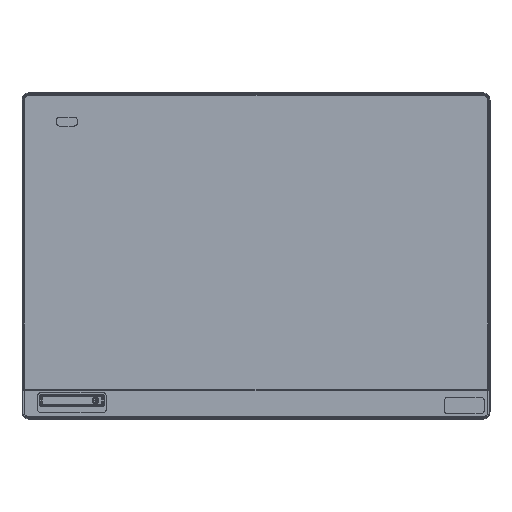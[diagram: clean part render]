
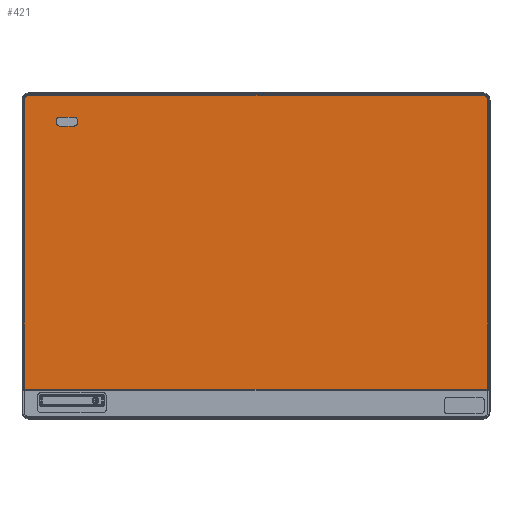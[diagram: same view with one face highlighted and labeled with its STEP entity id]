
A CAD part, top view. The second image highlights one B-rep face of the part: STEP entity #421.
In plain terms, the highlighted planar face has unit normal (0, 0, 1).
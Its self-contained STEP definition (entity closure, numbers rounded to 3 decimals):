
#421=ADVANCED_FACE('',(#8384,#8385),#8386,.T.);
#8384=FACE_OUTER_BOUND('',#24605,.T.);
#8385=FACE_BOUND('',#24606,.T.);
#8386=PLANE('',#24607);
#24605=EDGE_LOOP('',(#77011,#77012,#77013,#77014,#77015,#77016,#77017,#77018));
#24606=EDGE_LOOP('',(#77019,#77020,#77021,#77022,#77023,#77024,#77025,#77026));
#24607=AXIS2_PLACEMENT_3D('',#77027,#77028,#77029);
#77011=ORIENTED_EDGE('',*,*,#135832,.T.);
#77012=ORIENTED_EDGE('',*,*,#135835,.T.);
#77013=ORIENTED_EDGE('',*,*,#135836,.T.);
#77014=ORIENTED_EDGE('',*,*,#135839,.T.);
#77015=ORIENTED_EDGE('',*,*,#135840,.T.);
#77016=ORIENTED_EDGE('',*,*,#135826,.T.);
#77017=ORIENTED_EDGE('',*,*,#135828,.T.);
#77018=ORIENTED_EDGE('',*,*,#135830,.T.);
#77019=ORIENTED_EDGE('',*,*,#135857,.T.);
#77020=ORIENTED_EDGE('',*,*,#135858,.T.);
#77021=ORIENTED_EDGE('',*,*,#135859,.T.);
#77022=ORIENTED_EDGE('',*,*,#135860,.T.);
#77023=ORIENTED_EDGE('',*,*,#135861,.T.);
#77024=ORIENTED_EDGE('',*,*,#135862,.T.);
#77025=ORIENTED_EDGE('',*,*,#135863,.T.);
#77026=ORIENTED_EDGE('',*,*,#135864,.T.);
#77027=CARTESIAN_POINT('',(0.0,14.0,8.74));
#77028=DIRECTION('',(0.0,0.0,1.0));
#77029=DIRECTION('',(1.0,-0.0,0.0));
#135826=EDGE_CURVE('',#156739,#156737,#156740,.T.);
#135828=EDGE_CURVE('',#156737,#156742,#156743,.T.);
#135830=EDGE_CURVE('',#156742,#156745,#156746,.T.);
#135832=EDGE_CURVE('',#156745,#156748,#156749,.T.);
#135835=EDGE_CURVE('',#156748,#156751,#156753,.T.);
#135836=EDGE_CURVE('',#156751,#156754,#156755,.T.);
#135839=EDGE_CURVE('',#156754,#156757,#156759,.T.);
#135840=EDGE_CURVE('',#156757,#156739,#156760,.T.);
#135857=EDGE_CURVE('',#156785,#156786,#156787,.T.);
#135858=EDGE_CURVE('',#156786,#156788,#156789,.T.);
#135859=EDGE_CURVE('',#156788,#156790,#156791,.T.);
#135860=EDGE_CURVE('',#156790,#156792,#156793,.T.);
#135861=EDGE_CURVE('',#156792,#156794,#156795,.T.);
#135862=EDGE_CURVE('',#156794,#156796,#156797,.T.);
#135863=EDGE_CURVE('',#156796,#156798,#156799,.T.);
#135864=EDGE_CURVE('',#156798,#156785,#156800,.T.);
#156737=VERTEX_POINT('',#190567);
#156739=VERTEX_POINT('',#190570);
#156740=CIRCLE('',#190571,0.7);
#156742=VERTEX_POINT('',#190574);
#156743=LINE('',#190575,#190576);
#156745=VERTEX_POINT('',#190579);
#156746=CIRCLE('',#190580,0.7);
#156748=VERTEX_POINT('',#190583);
#156749=LINE('',#190584,#190585);
#156751=VERTEX_POINT('',#190588);
#156753=CIRCLE('',#190591,5.7);
#156754=VERTEX_POINT('',#190592);
#156755=LINE('',#190593,#190594);
#156757=VERTEX_POINT('',#190597);
#156759=CIRCLE('',#190600,5.7);
#156760=LINE('',#190601,#190602);
#156785=VERTEX_POINT('',#190631);
#156786=VERTEX_POINT('',#190632);
#156787=CIRCLE('',#190633,3.0);
#156788=VERTEX_POINT('',#190634);
#156789=LINE('',#190635,#190636);
#156790=VERTEX_POINT('',#190637);
#156791=CIRCLE('',#190638,3.0);
#156792=VERTEX_POINT('',#190639);
#156793=LINE('',#190640,#190641);
#156794=VERTEX_POINT('',#190642);
#156795=CIRCLE('',#190643,3.0);
#156796=VERTEX_POINT('',#190644);
#156797=LINE('',#190645,#190646);
#156798=VERTEX_POINT('',#190647);
#156799=CIRCLE('',#190648,3.0);
#156800=LINE('',#190649,#190650);
#190567=CARTESIAN_POINT('',(-238.4,-138.1,8.74));
#190570=CARTESIAN_POINT('',(-239.1,-137.4,8.74));
#190571=AXIS2_PLACEMENT_3D('',#255367,#255368,#255369);
#190574=CARTESIAN_POINT('',(238.4,-138.1,8.74));
#190575=CARTESIAN_POINT('',(-238.4,-138.1,8.74));
#190576=VECTOR('',#255371,1000.0);
#190579=CARTESIAN_POINT('',(239.1,-137.4,8.74));
#190580=AXIS2_PLACEMENT_3D('',#255373,#255374,#255375);
#190583=CARTESIAN_POINT('',(239.1,160.4,8.74));
#190584=CARTESIAN_POINT('',(239.1,-137.4,8.74));
#190585=VECTOR('',#255377,1000.0);
#190588=CARTESIAN_POINT('',(233.4,166.1,8.74));
#190591=AXIS2_PLACEMENT_3D('',#255380,#255381,#255382);
#190592=CARTESIAN_POINT('',(-233.4,166.1,8.74));
#190593=CARTESIAN_POINT('',(233.4,166.1,8.74));
#190594=VECTOR('',#255383,1000.0);
#190597=CARTESIAN_POINT('',(-239.1,160.4,8.74));
#190600=AXIS2_PLACEMENT_3D('',#255386,#255387,#255388);
#190601=CARTESIAN_POINT('',(-239.1,160.4,8.74));
#190602=VECTOR('',#255389,1000.0);
#190631=CARTESIAN_POINT('',(-205.8,140.3,8.74));
#190632=CARTESIAN_POINT('',(-202.8,143.3,8.74));
#190633=AXIS2_PLACEMENT_3D('',#255430,#255431,#255432);
#190634=CARTESIAN_POINT('',(-187.5,143.3,8.74));
#190635=CARTESIAN_POINT('',(-202.8,143.3,8.74));
#190636=VECTOR('',#255433,1000.0);
#190637=CARTESIAN_POINT('',(-184.5,140.3,8.74));
#190638=AXIS2_PLACEMENT_3D('',#255434,#255435,#255436);
#190639=CARTESIAN_POINT('',(-184.5,137.1,8.74));
#190640=CARTESIAN_POINT('',(-184.5,140.3,8.74));
#190641=VECTOR('',#255437,1000.0);
#190642=CARTESIAN_POINT('',(-187.5,134.1,8.74));
#190643=AXIS2_PLACEMENT_3D('',#255438,#255439,#255440);
#190644=CARTESIAN_POINT('',(-202.8,134.1,8.74));
#190645=CARTESIAN_POINT('',(-187.5,134.1,8.74));
#190646=VECTOR('',#255441,1000.0);
#190647=CARTESIAN_POINT('',(-205.8,137.1,8.74));
#190648=AXIS2_PLACEMENT_3D('',#255442,#255443,#255444);
#190649=CARTESIAN_POINT('',(-205.8,137.1,8.74));
#190650=VECTOR('',#255445,1000.0);
#255367=CARTESIAN_POINT('',(-238.4,-137.4,8.74));
#255368=DIRECTION('',(0.0,0.0,1.0));
#255369=DIRECTION('',(-1.0,0.0,0.0));
#255371=DIRECTION('',(1.0,0.,0.));
#255373=CARTESIAN_POINT('',(238.4,-137.4,8.74));
#255374=DIRECTION('',(-0.0,0.0,1.0));
#255375=DIRECTION('',(0.0,-1.0,0.0));
#255377=DIRECTION('',(0.,1.0,0.));
#255380=CARTESIAN_POINT('',(233.4,160.4,8.74));
#255381=DIRECTION('',(0.0,0.0,1.0));
#255382=DIRECTION('',(1.0,0.0,0.0));
#255383=DIRECTION('',(-1.0,0.,0.));
#255386=CARTESIAN_POINT('',(-233.4,160.4,8.74));
#255387=DIRECTION('',(0.0,-0.0,1.0));
#255388=DIRECTION('',(0.0,1.0,0.0));
#255389=DIRECTION('',(0.,-1.0,0.));
#255430=CARTESIAN_POINT('',(-202.8,140.3,8.74));
#255431=DIRECTION('',(0.0,0.0,-1.0));
#255432=DIRECTION('',(1.0,0.0,0.0));
#255433=DIRECTION('',(1.0,0.0,0.0));
#255434=CARTESIAN_POINT('',(-187.5,140.3,8.74));
#255435=DIRECTION('',(0.0,0.0,-1.0));
#255436=DIRECTION('',(1.0,0.0,0.0));
#255437=DIRECTION('',(0.0,-1.0,0.0));
#255438=CARTESIAN_POINT('',(-187.5,137.1,8.74));
#255439=DIRECTION('',(0.0,0.0,-1.0));
#255440=DIRECTION('',(1.0,0.0,0.0));
#255441=DIRECTION('',(-1.0,0.0,0.0));
#255442=CARTESIAN_POINT('',(-202.8,137.1,8.74));
#255443=DIRECTION('',(0.0,0.0,-1.0));
#255444=DIRECTION('',(1.0,0.0,0.0));
#255445=DIRECTION('',(0.0,1.0,0.0));
